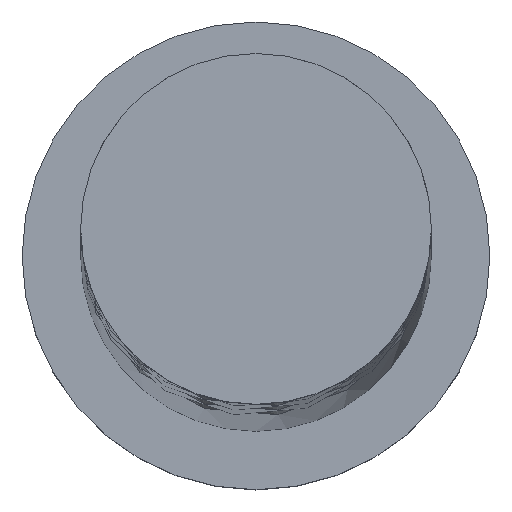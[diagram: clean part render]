
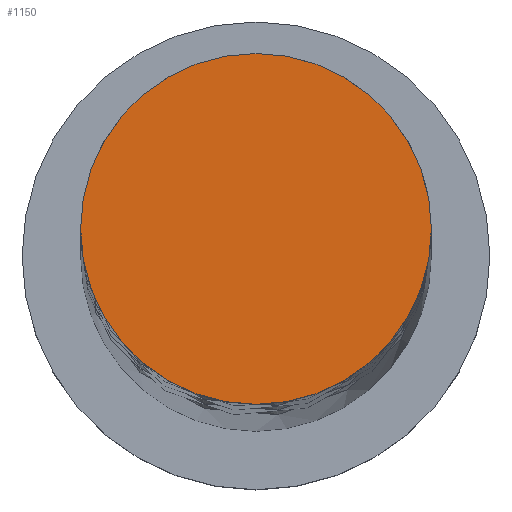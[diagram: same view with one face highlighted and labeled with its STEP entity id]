
A CAD part, top view. The second image highlights one B-rep face of the part: STEP entity #1150.
In plain terms, the highlighted planar face has unit normal (0, 0, 1).
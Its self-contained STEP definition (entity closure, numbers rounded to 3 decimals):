
#36 = DIRECTION ( 'NONE',  ( 1., 0., 0. ) ) ;
#135 = AXIS2_PLACEMENT_3D ( 'NONE', #2215, #552, #574 ) ;
#158 = DIRECTION ( 'NONE',  ( 0., 0., 1. ) ) ;
#226 = CARTESIAN_POINT ( 'NONE',  ( 0., 0., 800. ) ) ;
#342 = VERTEX_POINT ( 'NONE', #1271 ) ;
#344 = CARTESIAN_POINT ( 'NONE',  ( 0., 0., 800. ) ) ;
#458 = CARTESIAN_POINT ( 'NONE',  ( 9., 0., 800. ) ) ;
#552 = DIRECTION ( 'NONE',  ( 0., 0., 1. ) ) ;
#558 = CIRCLE ( 'NONE', #861, 9. ) ;
#574 = DIRECTION ( 'NONE',  ( 1., 0., 0. ) ) ;
#778 = FACE_OUTER_BOUND ( 'NONE', #1672, .T. ) ;
#861 = AXIS2_PLACEMENT_3D ( 'NONE', #344, #158, #1064 ) ;
#926 = ORIENTED_EDGE ( 'NONE', *, *, #1750, .T. ) ;
#1064 = DIRECTION ( 'NONE',  ( 1., 0., 0. ) ) ;
#1111 = DIRECTION ( 'NONE',  ( 0., 0., 1. ) ) ;
#1150 = ADVANCED_FACE ( 'NONE', ( #778 ), #2198, .T. ) ;
#1271 = CARTESIAN_POINT ( 'NONE',  ( -9., 0., 800. ) ) ;
#1317 = AXIS2_PLACEMENT_3D ( 'NONE', #226, #1111, #36 ) ;
#1672 = EDGE_LOOP ( 'NONE', ( #1752, #926 ) ) ;
#1750 = EDGE_CURVE ( 'NONE', #2169, #342, #558, .T. ) ;
#1752 = ORIENTED_EDGE ( 'NONE', *, *, #1927, .T. ) ;
#1927 = EDGE_CURVE ( 'NONE', #342, #2169, #2203, .T. ) ;
#2169 = VERTEX_POINT ( 'NONE', #458 ) ;
#2198 = PLANE ( 'NONE',  #1317 ) ;
#2203 = CIRCLE ( 'NONE', #135, 9. ) ;
#2215 = CARTESIAN_POINT ( 'NONE',  ( 0., 0., 800. ) ) ;
